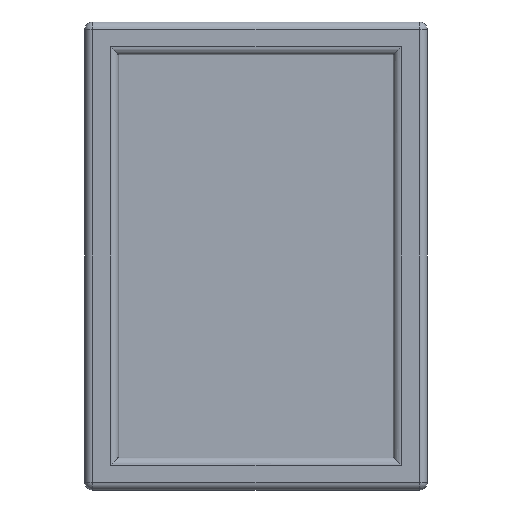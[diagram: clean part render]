
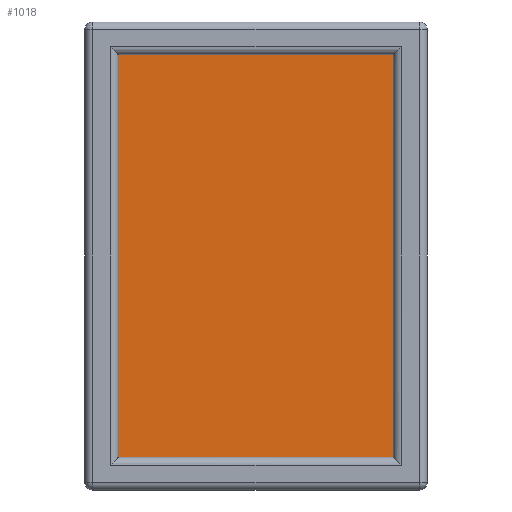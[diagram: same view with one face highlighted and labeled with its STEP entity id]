
A CAD part, front view. The second image highlights one B-rep face of the part: STEP entity #1018.
In plain terms, the highlighted planar face has unit normal (0, -1, 0).
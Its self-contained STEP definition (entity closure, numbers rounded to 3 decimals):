
#146=FACE_OUTER_BOUND('',#231,.T.);
#231=EDGE_LOOP('',(#699,#700,#701,#702));
#325=LINE('',#1640,#403);
#326=LINE('',#1642,#404);
#327=LINE('',#1644,#405);
#328=LINE('',#1645,#406);
#403=VECTOR('',#1278,10.);
#404=VECTOR('',#1279,10.);
#405=VECTOR('',#1280,10.);
#406=VECTOR('',#1281,10.);
#481=VERTEX_POINT('',#1638);
#482=VERTEX_POINT('',#1639);
#483=VERTEX_POINT('',#1641);
#484=VERTEX_POINT('',#1643);
#565=EDGE_CURVE('',#481,#482,#325,.T.);
#566=EDGE_CURVE('',#483,#481,#326,.T.);
#567=EDGE_CURVE('',#484,#483,#327,.T.);
#568=EDGE_CURVE('',#482,#484,#328,.T.);
#699=ORIENTED_EDGE('',*,*,#565,.F.);
#700=ORIENTED_EDGE('',*,*,#566,.F.);
#701=ORIENTED_EDGE('',*,*,#567,.F.);
#702=ORIENTED_EDGE('',*,*,#568,.F.);
#967=PLANE('',#1133);
#1018=ADVANCED_FACE('',(#146),#967,.F.);
#1133=AXIS2_PLACEMENT_3D('',#1637,#1276,#1277);
#1276=DIRECTION('center_axis',(0.,1.,0.));
#1277=DIRECTION('ref_axis',(0.,0.,1.));
#1278=DIRECTION('',(-1.,0.,0.));
#1279=DIRECTION('',(0.,0.,-1.));
#1280=DIRECTION('',(1.,0.,0.));
#1281=DIRECTION('',(0.,0.,1.));
#1637=CARTESIAN_POINT('Origin',(21.5,2.,29.375));
#1638=CARTESIAN_POINT('',(38.75,2.,4.125));
#1639=CARTESIAN_POINT('',(4.25,2.,4.125));
#1640=CARTESIAN_POINT('',(38.75,2.,4.125));
#1641=CARTESIAN_POINT('',(38.75,2.,54.625));
#1642=CARTESIAN_POINT('',(38.75,2.,54.625));
#1643=CARTESIAN_POINT('',(4.25,2.,54.625));
#1644=CARTESIAN_POINT('',(4.25,2.,54.625));
#1645=CARTESIAN_POINT('',(4.25,2.,4.125));
